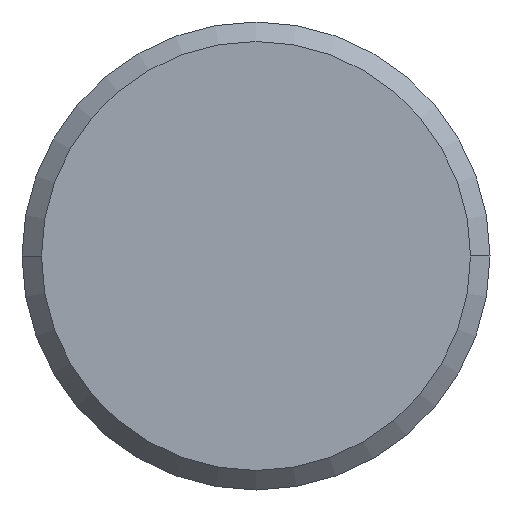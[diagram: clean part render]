
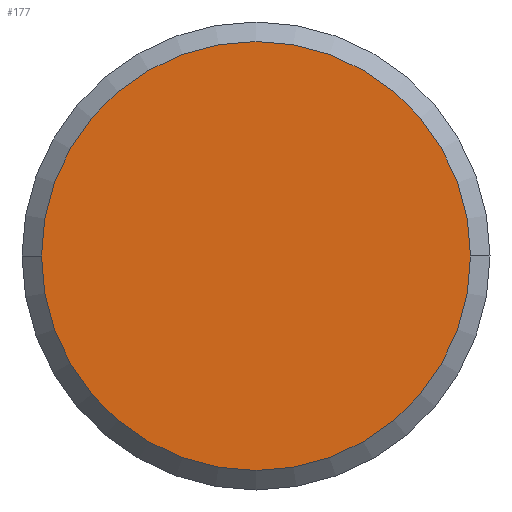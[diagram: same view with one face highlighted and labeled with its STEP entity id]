
A CAD part, left-side view. The second image highlights one B-rep face of the part: STEP entity #177.
In plain terms, the highlighted planar face has unit normal (-1, 0, 0).
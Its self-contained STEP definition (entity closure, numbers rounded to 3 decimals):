
#6 = ORIENTED_EDGE ( 'NONE', *, *, #184, .T. ) ;
#17 = CIRCLE ( 'NONE', #302, 5.5 ) ;
#36 = CARTESIAN_POINT ( 'NONE',  ( 0., 0., 0. ) ) ;
#52 = EDGE_LOOP ( 'NONE', ( #71, #6 ) ) ;
#71 = ORIENTED_EDGE ( 'NONE', *, *, #100, .T. ) ;
#79 = CARTESIAN_POINT ( 'NONE',  ( 0., 0., 0. ) ) ;
#85 = DIRECTION ( 'NONE',  ( 0., -1., 0. ) ) ;
#100 = EDGE_CURVE ( 'NONE', #145, #172, #314, .T. ) ;
#110 = PLANE ( 'NONE',  #133 ) ;
#130 = DIRECTION ( 'NONE',  ( -1., 0., 0. ) ) ;
#133 = AXIS2_PLACEMENT_3D ( 'NONE', #160, #199, #301 ) ;
#145 = VERTEX_POINT ( 'NONE', #156 ) ;
#156 = CARTESIAN_POINT ( 'NONE',  ( 0., 5.5, 0. ) ) ;
#157 = DIRECTION ( 'NONE',  ( -1., 0., 0. ) ) ;
#160 = CARTESIAN_POINT ( 'NONE',  ( 0., 0., 0. ) ) ;
#172 = VERTEX_POINT ( 'NONE', #253 ) ;
#177 = ADVANCED_FACE ( 'NONE', ( #277 ), #110, .T. ) ;
#184 = EDGE_CURVE ( 'NONE', #172, #145, #17, .T. ) ;
#199 = DIRECTION ( 'NONE',  ( -1., 0., 0. ) ) ;
#250 = DIRECTION ( 'NONE',  ( 0., -1., 0. ) ) ;
#253 = CARTESIAN_POINT ( 'NONE',  ( 0., -5.5, 0. ) ) ;
#277 = FACE_OUTER_BOUND ( 'NONE', #52, .T. ) ;
#282 = AXIS2_PLACEMENT_3D ( 'NONE', #79, #157, #250 ) ;
#301 = DIRECTION ( 'NONE',  ( 0., -1., 0. ) ) ;
#302 = AXIS2_PLACEMENT_3D ( 'NONE', #36, #130, #85 ) ;
#314 = CIRCLE ( 'NONE', #282, 5.5 ) ;
